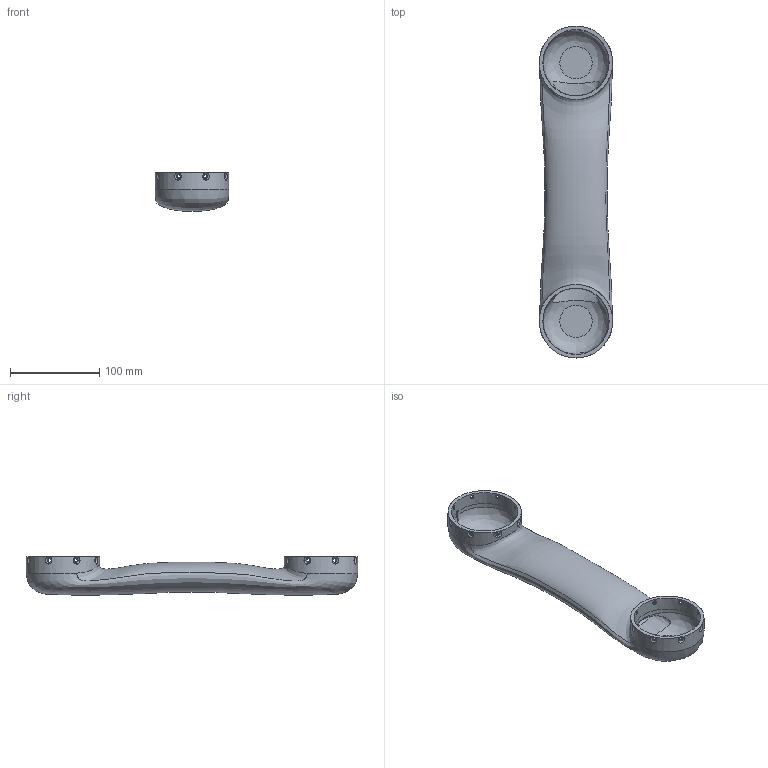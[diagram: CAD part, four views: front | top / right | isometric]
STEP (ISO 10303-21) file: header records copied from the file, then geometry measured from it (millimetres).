
FILE_DESCRIPTION(/* description */ (''),/* implementation_level */ '2;1');
FILE_NAME(/* name */ 'Link2_DifferentHomePosition.step',/* time_stamp */ '2021-05-09T08:50:00-04:00',/* author */ (''),/* organization */ (''),/* preprocessor_version */ 'ST-DEVELOPER v18.1',/* originating_system */ 'Autodesk Translation Framework v10.6.0.1341',/* authorisation */ '');
FILE_SCHEMA (('AUTOMOTIVE_DESIGN { 1 0 10303 214 3 1 1 }'));
Length unit declared in the file: millimetre
Products named in the file (2): Link2; Link - arm Mico
Assembly tree (1 placements, depth 2):
  Link2
    Link - arm Mico
Bounding box: 82.5 x 372.5 x 43.48 mm (x, y, z)
Volume: 293498 mm3; surface area: 117867.6 mm2
Topology: 1 solids, 1 shells, 72 faces, 212 edges, 144 vertices
Faces by surface type: cylinder 22, cone 18, plane 18, bspline 14
Full cylindrical faces by diameter (mm): 4.5 x16, 74.5 x2, 82.5 x2
Entity records: 10743 total; most frequent: CARTESIAN_POINT 8871, ORIENTED_EDGE 424, DIRECTION 294, EDGE_CURVE 212, VERTEX_POINT 144, AXIS2_PLACEMENT_3D 115, EDGE_LOOP 108, B_SPLINE_CURVE_WITH_KNOTS 94
